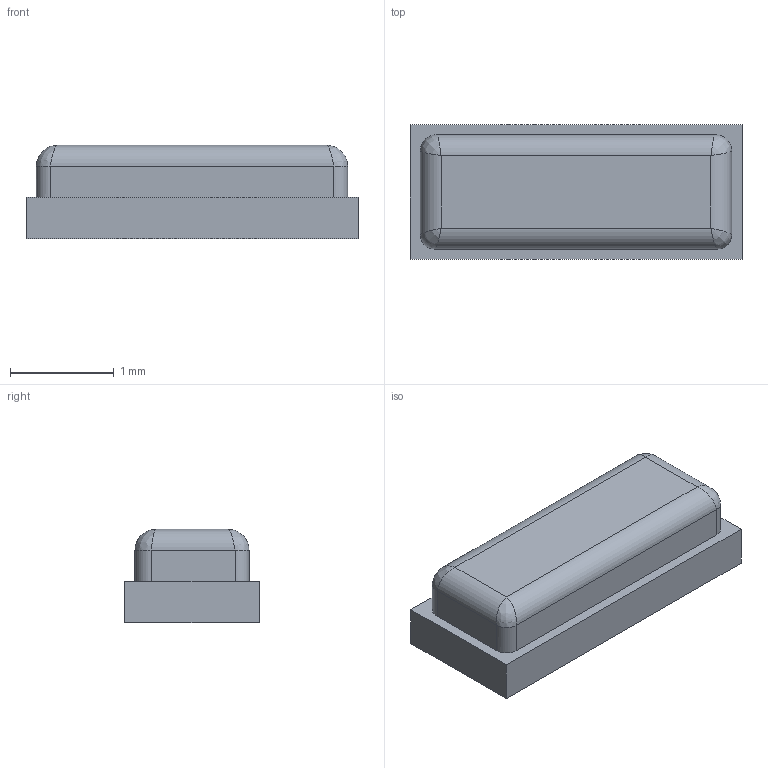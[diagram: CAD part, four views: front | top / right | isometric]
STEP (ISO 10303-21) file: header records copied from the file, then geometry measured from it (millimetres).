
FILE_DESCRIPTION(('FreeCAD Model'),'2;1');
FILE_NAME('Resonator_SMD_muRata_CSTxExxV_3Pin_3_0x1_1mm_cp.step', '2019-02-14T12:42:50',('kicad StepUp'),('ksu MCAD'), 'Open CASCADE STEP processor 7.2','FreeCAD','Unknown');
FILE_SCHEMA(('AUTOMOTIVE_DESIGN { 1 0 10303 214 1 1 1 1 }'));
Length unit declared in the file: millimetre
Products named in the file (1): Resonator_SMD_muRata_CSTxExxV_3Pin_3_0x1_1mm_cp
Bounding box: 3.2 x 1.3 x 0.9 mm (x, y, z)
Volume: 3.2 mm3; surface area: 21.8 mm2
Topology: 2 solids, 2 shells, 24 faces, 52 edges, 28 vertices
Faces by surface type: plane 12, cylinder 8, bspline 4
Entity records: 1040 total; most frequent: CARTESIAN_POINT 398, ORIENTED_EDGE 96, DIRECTION 82, EDGE_CURVE 48, LINE 32, VECTOR 32, VERTEX_POINT 28, AXIS2_PLACEMENT_3D 25
